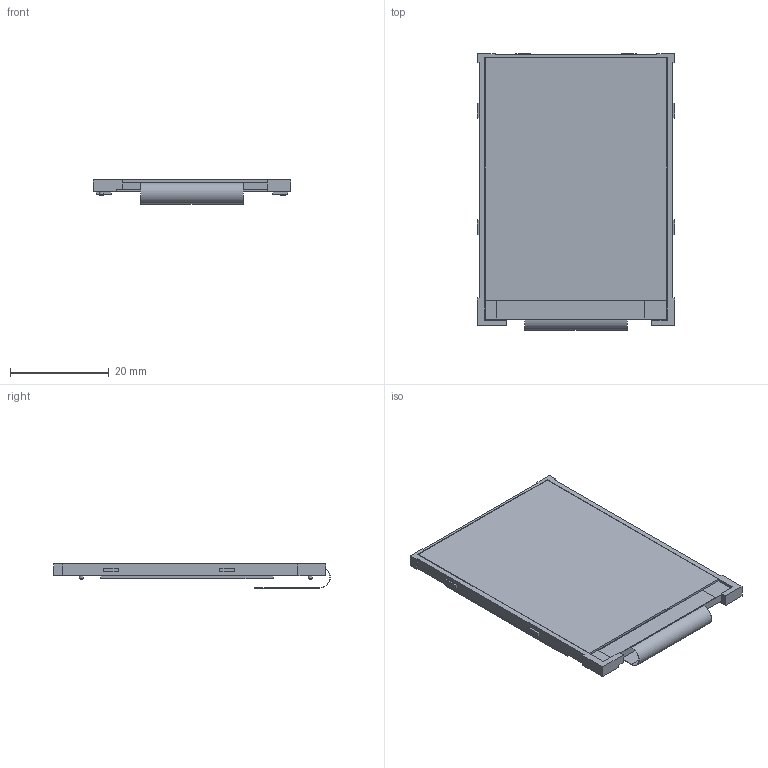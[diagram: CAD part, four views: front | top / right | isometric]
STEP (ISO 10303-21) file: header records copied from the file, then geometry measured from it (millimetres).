
FILE_DESCRIPTION(/* description */ ('Unknown'),/* implementation_level */ '2;1');
FILE_NAME(/* name */ '2.2 TFT ILI9341 - Reverse - With Glass',/* time_stamp */ '2024-09-23T00:27:43-04:00',/* author */ ('Unknown'),/* organization */ ('Unknown'),/* preprocessor_version */ 'ST-DEVELOPER v16.7',/* originating_system */ 'Solid Edge',/* authorisation */ 'Unknown');
FILE_SCHEMA (('AUTOMOTIVE_DESIGN {1 0 10303 214 3 1 1}'));
Length unit declared in the file: millimetre
Products named in the file (3): 2.2 TFT ILI9341 - Reverse - With Glass; 2.2 TFT ILI9341 - Reverse; Glass
Assembly tree (2 placements, depth 2):
  2.2 TFT ILI9341 - Reverse - With Glass
    2.2 TFT ILI9341 - Reverse
    Glass
Bounding box: 40.03 x 56.13 x 4.93 mm (x, y, z)
Volume: 5195.5 mm3; surface area: 9865.3 mm2
Topology: 2 solids, 22 shells, 589 faces, 1487 edges, 990 vertices
Faces by surface type: plane 471, bspline 104, cylinder 12, torus 2
Full cylindrical faces by diameter (mm): 0.9 x2, 1.009 x2
Entity records: 25534 total; most frequent: CARTESIAN_POINT 8791, ORIENTED_EDGE 2938, DIRECTION 1821, EDGE_CURVE 1469, VERTEX_POINT 988, LINE 793, VECTOR 793, EDGE_LOOP 669
